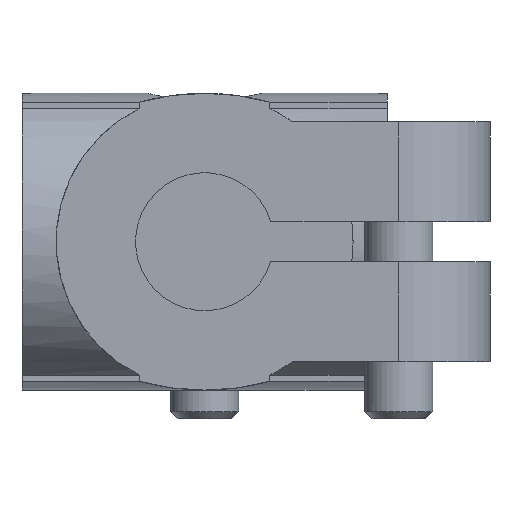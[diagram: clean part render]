
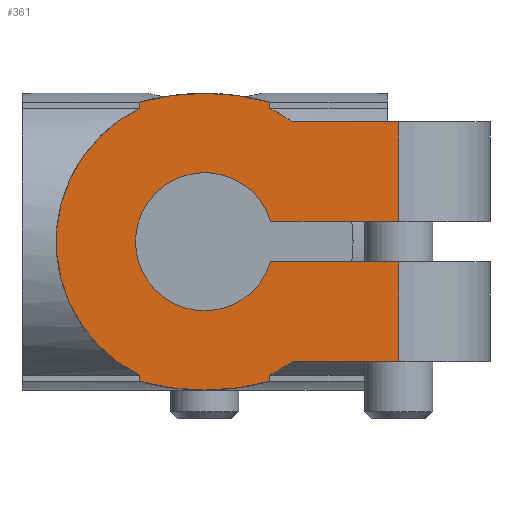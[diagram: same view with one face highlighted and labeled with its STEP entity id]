
A CAD part, front view. The second image highlights one B-rep face of the part: STEP entity #361.
In plain terms, the highlighted planar face has unit normal (0, -1, 0).
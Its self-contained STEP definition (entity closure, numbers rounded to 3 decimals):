
#361 = ADVANCED_FACE( '', ( #828 ), #829, .F. );
#828 = FACE_OUTER_BOUND( '', #1413, .T. );
#829 = PLANE( '', #1414 );
#1413 = EDGE_LOOP( '', ( #2404, #2405, #2406, #2407, #2408, #2409, #2410, #2411, #2412, #2413, #2414, #2415, #2416, #2417, #2418, #2419 ) );
#1414 = AXIS2_PLACEMENT_3D( '', #2420, #2421, #2422 );
#2404 = ORIENTED_EDGE( '', *, *, #3536, .T. );
#2405 = ORIENTED_EDGE( '', *, *, #3537, .T. );
#2406 = ORIENTED_EDGE( '', *, *, #3409, .T. );
#2407 = ORIENTED_EDGE( '', *, *, #3315, .F. );
#2408 = ORIENTED_EDGE( '', *, *, #3516, .F. );
#2409 = ORIENTED_EDGE( '', *, *, #3538, .F. );
#2410 = ORIENTED_EDGE( '', *, *, #3539, .F. );
#2411 = ORIENTED_EDGE( '', *, *, #3426, .F. );
#2412 = ORIENTED_EDGE( '', *, *, #3540, .F. );
#2413 = ORIENTED_EDGE( '', *, *, #3372, .F. );
#2414 = ORIENTED_EDGE( '', *, *, #3541, .F. );
#2415 = ORIENTED_EDGE( '', *, *, #3261, .F. );
#2416 = ORIENTED_EDGE( '', *, *, #3542, .F. );
#2417 = ORIENTED_EDGE( '', *, *, #3470, .F. );
#2418 = ORIENTED_EDGE( '', *, *, #3543, .T. );
#2419 = ORIENTED_EDGE( '', *, *, #3464, .F. );
#2420 = CARTESIAN_POINT( '', ( 0., 0., 0. ) );
#2421 = DIRECTION( '', ( 0., 1., 0. ) );
#2422 = DIRECTION( '', ( 0., 0., 1. ) );
#3261 = EDGE_CURVE( '', #3868, #3862, #3870, .T. );
#3315 = EDGE_CURVE( '', #3959, #3960, #3961, .T. );
#3372 = EDGE_CURVE( '', #4049, #4045, #4051, .T. );
#3409 = EDGE_CURVE( '', #4109, #3960, #4110, .T. );
#3426 = EDGE_CURVE( '', #4135, #4137, #4138, .T. );
#3464 = EDGE_CURVE( '', #4196, #4198, #4199, .T. );
#3470 = EDGE_CURVE( '', #4206, #4208, #4209, .T. );
#3516 = EDGE_CURVE( '', #4267, #3959, #4269, .T. );
#3536 = EDGE_CURVE( '', #4196, #4297, #4298, .T. );
#3537 = EDGE_CURVE( '', #4297, #4109, #4299, .T. );
#3538 = EDGE_CURVE( '', #4300, #4267, #4301, .T. );
#3539 = EDGE_CURVE( '', #4137, #4300, #4302, .T. );
#3540 = EDGE_CURVE( '', #4045, #4135, #4303, .T. );
#3541 = EDGE_CURVE( '', #3862, #4049, #4304, .T. );
#3542 = EDGE_CURVE( '', #4208, #3868, #4305, .T. );
#3543 = EDGE_CURVE( '', #4206, #4198, #4306, .T. );
#3862 = VERTEX_POINT( '', #4726 );
#3868 = VERTEX_POINT( '', #4733 );
#3870 = CIRCLE( '', #4736, 21.5 );
#3959 = VERTEX_POINT( '', #4867 );
#3960 = VERTEX_POINT( '', #4868 );
#3961 = LINE( '', #4869, #4870 );
#4045 = VERTEX_POINT( '', #5005 );
#4049 = VERTEX_POINT( '', #5010 );
#4051 = CIRCLE( '', #5013, 13. );
#4109 = VERTEX_POINT( '', #5088 );
#4110 = LINE( '', #5089, #5090 );
#4135 = VERTEX_POINT( '', #5144 );
#4137 = VERTEX_POINT( '', #5147 );
#4138 = CIRCLE( '', #5148, 21.5 );
#4196 = VERTEX_POINT( '', #5237 );
#4198 = VERTEX_POINT( '', #5239 );
#4199 = LINE( '', #5240, #5241 );
#4206 = VERTEX_POINT( '', #5249 );
#4208 = VERTEX_POINT( '', #5252 );
#4209 = CIRCLE( '', #5253, 13. );
#4267 = VERTEX_POINT( '', #5346 );
#4269 = LINE( '', #5349, #5350 );
#4297 = VERTEX_POINT( '', #5395 );
#4298 = LINE( '', #5396, #5397 );
#4299 = CIRCLE( '', #5398, 6.05 );
#4300 = VERTEX_POINT( '', #5399 );
#4301 = CIRCLE( '', #5400, 13. );
#4302 = LINE( '', #5401, #5402 );
#4303 = LINE( '', #5403, #5404 );
#4304 = LINE( '', #5405, #5406 );
#4305 = LINE( '', #5407, #5408 );
#4306 = LINE( '', #5409, #5410 );
#4726 = CARTESIAN_POINT( '', ( -5.7, 0., -12.231 ) );
#4733 = CARTESIAN_POINT( '', ( 5.7, 0., -12.231 ) );
#4736 = AXIS2_PLACEMENT_3D( '', #5865, #5866, #5867 );
#4867 = CARTESIAN_POINT( '', ( 17., 0., 10.5 ) );
#4868 = CARTESIAN_POINT( '', ( 17., 0., 1.75 ) );
#4869 = CARTESIAN_POINT( '', ( 17., 0., 10.5 ) );
#4870 = VECTOR( '', #5923, 1000. );
#5005 = CARTESIAN_POINT( '', ( -5.7, 0., 11.684 ) );
#5010 = CARTESIAN_POINT( '', ( -5.7, 0., -11.684 ) );
#5013 = AXIS2_PLACEMENT_3D( '', #5983, #5984, #5985 );
#5088 = CARTESIAN_POINT( '', ( 5.791, 0., 1.75 ) );
#5089 = CARTESIAN_POINT( '', ( 5.791, 0., 1.75 ) );
#5090 = VECTOR( '', #6045, 1000. );
#5144 = CARTESIAN_POINT( '', ( -5.7, 0., 12.231 ) );
#5147 = CARTESIAN_POINT( '', ( 5.7, 0., 12.231 ) );
#5148 = AXIS2_PLACEMENT_3D( '', #6063, #6064, #6065 );
#5237 = CARTESIAN_POINT( '', ( 17., 0., -1.75 ) );
#5239 = CARTESIAN_POINT( '', ( 17., 0., -10.5 ) );
#5240 = CARTESIAN_POINT( '', ( 17., 0., 10.5 ) );
#5241 = VECTOR( '', #6103, 1000. );
#5249 = CARTESIAN_POINT( '', ( 7.665, 0., -10.5 ) );
#5252 = CARTESIAN_POINT( '', ( 5.7, 0., -11.684 ) );
#5253 = AXIS2_PLACEMENT_3D( '', #6112, #6113, #6114 );
#5346 = CARTESIAN_POINT( '', ( 7.665, 0., 10.5 ) );
#5349 = CARTESIAN_POINT( '', ( 0., 0., 10.5 ) );
#5350 = VECTOR( '', #6148, 1000. );
#5395 = CARTESIAN_POINT( '', ( 5.791, 0., -1.75 ) );
#5396 = CARTESIAN_POINT( '', ( 25., 0., -1.75 ) );
#5397 = VECTOR( '', #6167, 1000. );
#5398 = AXIS2_PLACEMENT_3D( '', #6168, #6169, #6170 );
#5399 = CARTESIAN_POINT( '', ( 5.7, 0., 11.684 ) );
#5400 = AXIS2_PLACEMENT_3D( '', #6171, #6172, #6173 );
#5401 = CARTESIAN_POINT( '', ( 5.7, 0., 12.231 ) );
#5402 = VECTOR( '', #6174, 1000. );
#5403 = CARTESIAN_POINT( '', ( -5.7, 0., -12.231 ) );
#5404 = VECTOR( '', #6175, 1000. );
#5405 = CARTESIAN_POINT( '', ( -5.7, 0., -12.231 ) );
#5406 = VECTOR( '', #6176, 1000. );
#5407 = CARTESIAN_POINT( '', ( 5.7, 0., 12.231 ) );
#5408 = VECTOR( '', #6177, 1000. );
#5409 = CARTESIAN_POINT( '', ( 0., 0., -10.5 ) );
#5410 = VECTOR( '', #6178, 1000. );
#5865 = CARTESIAN_POINT( '', ( 0., 0., 8.5 ) );
#5866 = DIRECTION( '', ( 0., 1., 0. ) );
#5867 = DIRECTION( '', ( 1., 0., 0. ) );
#5923 = DIRECTION( '', ( 0., 0., -1. ) );
#5983 = CARTESIAN_POINT( '', ( 0., 0., 0. ) );
#5984 = DIRECTION( '', ( 0., 1., 0. ) );
#5985 = DIRECTION( '', ( 1., 0., 0. ) );
#6045 = DIRECTION( '', ( 1., 0., 0. ) );
#6063 = CARTESIAN_POINT( '', ( 0., 0., -8.5 ) );
#6064 = DIRECTION( '', ( 0., 1., 0. ) );
#6065 = DIRECTION( '', ( 1., 0., 0. ) );
#6103 = DIRECTION( '', ( 0., 0., -1. ) );
#6112 = CARTESIAN_POINT( '', ( 0., 0., 0. ) );
#6113 = DIRECTION( '', ( 0., 1., 0. ) );
#6114 = DIRECTION( '', ( 1., 0., 0. ) );
#6148 = DIRECTION( '', ( 1., 0., 0. ) );
#6167 = DIRECTION( '', ( -1., 0., 0. ) );
#6168 = CARTESIAN_POINT( '', ( 0., 0., 0. ) );
#6169 = DIRECTION( '', ( 0., 1., 0. ) );
#6170 = DIRECTION( '', ( 1., 0., 0. ) );
#6171 = CARTESIAN_POINT( '', ( 0., 0., 0. ) );
#6172 = DIRECTION( '', ( 0., 1., 0. ) );
#6173 = DIRECTION( '', ( 1., 0., 0. ) );
#6174 = DIRECTION( '', ( 0., 0., -1. ) );
#6175 = DIRECTION( '', ( 0., 0., 1. ) );
#6176 = DIRECTION( '', ( 0., 0., 1. ) );
#6177 = DIRECTION( '', ( 0., 0., -1. ) );
#6178 = DIRECTION( '', ( 1., 0., 0. ) );
